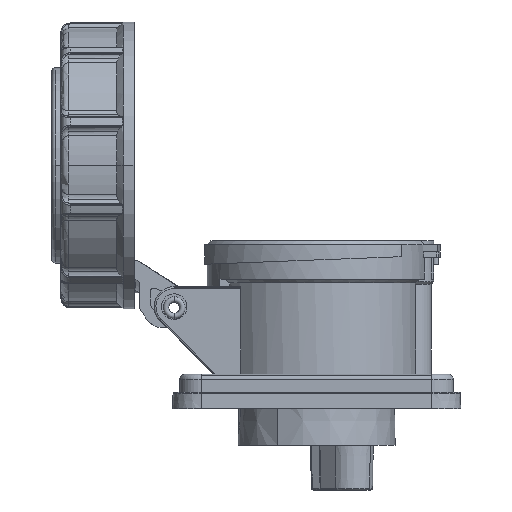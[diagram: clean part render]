
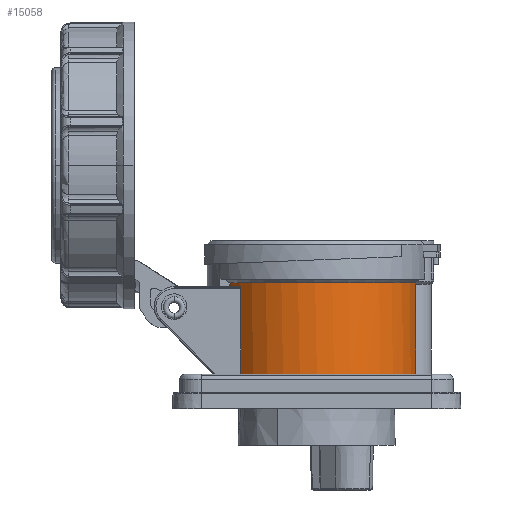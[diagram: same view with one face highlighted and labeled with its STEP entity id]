
A CAD part, left-side view. The second image highlights one B-rep face of the part: STEP entity #15058.
In plain terms, the highlighted cylindrical face has radius 27.65 mm (diameter 55.3 mm), a partial arc.
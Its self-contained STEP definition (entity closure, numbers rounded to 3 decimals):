
#1029 = CARTESIAN_POINT ( 'NONE',  ( -18.142, 20.866, 3.694 ) ) ;
#1099 = DIRECTION ( 'NONE',  ( 0., 0., 1. ) ) ;
#1330 = CARTESIAN_POINT ( 'NONE',  ( -17.966, 21.017, 3.833 ) ) ;
#1617 = EDGE_CURVE ( 'NONE', #4518, #7165, #12321, .T. ) ;
#1687 = DIRECTION ( 'NONE',  ( 0., 0., 1. ) ) ;
#1719 = CARTESIAN_POINT ( 'NONE',  ( -14., 23.844, -8.021 ) ) ;
#2311 = VECTOR ( 'NONE', #24663, 1000. ) ;
#2572 = VERTEX_POINT ( 'NONE', #20606 ) ;
#2713 = ORIENTED_EDGE ( 'NONE', *, *, #12622, .T. ) ;
#2931 = CIRCLE ( 'NONE', #3826, 27.65 ) ;
#2985 = CARTESIAN_POINT ( 'NONE',  ( -5.595, -27.078, 4.482 ) ) ;
#3125 = CARTESIAN_POINT ( 'NONE',  ( -17.952, 21.03, 3.84 ) ) ;
#3244 = CARTESIAN_POINT ( 'NONE',  ( -18.108, 20.895, 3.731 ) ) ;
#3259 = ORIENTED_EDGE ( 'NONE', *, *, #1617, .F. ) ;
#3274 = CARTESIAN_POINT ( 'NONE',  ( -17.941, 21.039, 3.844 ) ) ;
#3675 = LINE ( 'NONE', #1719, #7122 ) ;
#3826 = AXIS2_PLACEMENT_3D ( 'NONE', #10068, #1687, #7362 ) ;
#3966 = CARTESIAN_POINT ( 'NONE',  ( -5.88, -27.018, 4.743 ) ) ;
#4518 = VERTEX_POINT ( 'NONE', #15971 ) ;
#4527 = AXIS2_PLACEMENT_3D ( 'NONE', #23139, #8601, #12704 ) ;
#4940 = CARTESIAN_POINT ( 'NONE',  ( -18.083, 20.918, 3.757 ) ) ;
#5077 = CARTESIAN_POINT ( 'NONE',  ( -17.938, 21.042, 3.846 ) ) ;
#5338 = CARTESIAN_POINT ( 'NONE',  ( -18.002, 20.987, 3.815 ) ) ;
#5476 = DIRECTION ( 'NONE',  ( 0., 0., -1. ) ) ;
#5485 = CARTESIAN_POINT ( 'NONE',  ( -5.595, -27.078, -8.021 ) ) ;
#5582 = CARTESIAN_POINT ( 'NONE',  ( -18.25, 20.772, 3.416 ) ) ;
#5624 = CARTESIAN_POINT ( 'NONE',  ( -5.735, -27.049, 4.609 ) ) ;
#5757 = CARTESIAN_POINT ( 'NONE',  ( -6.032, -26.984, 4.882 ) ) ;
#6021 = EDGE_CURVE ( 'NONE', #2572, #23404, #2931, .T. ) ;
#6977 = VECTOR ( 'NONE', #20074, 1000. ) ;
#7117 = EDGE_CURVE ( 'NONE', #13184, #26380, #20139, .T. ) ;
#7122 = VECTOR ( 'NONE', #5476, 1000. ) ;
#7165 = VERTEX_POINT ( 'NONE', #2985 ) ;
#7362 = DIRECTION ( 'NONE',  ( -0.202, 0.979, 0. ) ) ;
#7894 = CARTESIAN_POINT ( 'NONE',  ( -18.222, 20.796, 3.548 ) ) ;
#8253 = ORIENTED_EDGE ( 'NONE', *, *, #6021, .T. ) ;
#8339 = DIRECTION ( 'NONE',  ( 0., 1., 0. ) ) ;
#8533 = CARTESIAN_POINT ( 'NONE',  ( -18.104, 20.899, 3.736 ) ) ;
#8601 = DIRECTION ( 'NONE',  ( 0., 0., 1. ) ) ;
#8902 = VERTEX_POINT ( 'NONE', #10464 ) ;
#8974 = EDGE_CURVE ( 'NONE', #9479, #4518, #17176, .T. ) ;
#9372 = EDGE_CURVE ( 'NONE', #7165, #23404, #18338, .T. ) ;
#9410 = CARTESIAN_POINT ( 'NONE',  ( -14., 23.844, 3.882 ) ) ;
#9420 = CARTESIAN_POINT ( 'NONE',  ( -18.126, 20.88, 3.712 ) ) ;
#9479 = VERTEX_POINT ( 'NONE', #10806 ) ;
#9550 = CARTESIAN_POINT ( 'NONE',  ( -5.595, -27.078, -20.118 ) ) ;
#9678 = CARTESIAN_POINT ( 'NONE',  ( -18.236, 20.784, 3.499 ) ) ;
#9715 = B_SPLINE_CURVE_WITH_KNOTS ( 'NONE', 3,
 ( #26283, #5582, #26675, #9678, #24628, #7894, #19828, #24085, #14200, #16240, #13664, #1029, #9420, #22029, #3244, #11618 ),
 .UNSPECIFIED., .F., .F.,
 ( 4, 2, 1, 2, 2, 2, 1, 2, 4 ),
 ( 0., 0.115, 0.173, 0.202, 0.231, 0.346, 0.404, 0.433, 0.462 ),
 .UNSPECIFIED. ) ;
#9720 = CYLINDRICAL_SURFACE ( 'NONE', #23629, 27.65 ) ;
#10068 = CARTESIAN_POINT ( 'NONE',  ( 0., 0., -20.118 ) ) ;
#10464 = CARTESIAN_POINT ( 'NONE',  ( -18.25, 20.772, 3.382 ) ) ;
#10806 = CARTESIAN_POINT ( 'NONE',  ( -14., 23.844, 4.882 ) ) ;
#11366 = CARTESIAN_POINT ( 'NONE',  ( -17.979, 21.007, 3.827 ) ) ;
#11618 = CARTESIAN_POINT ( 'NONE',  ( -18.104, 20.899, 3.736 ) ) ;
#12055 = CARTESIAN_POINT ( 'NONE',  ( -5.595, -27.078, 4.482 ) ) ;
#12321 = B_SPLINE_CURVE_WITH_KNOTS ( 'NONE', 3,
 ( #5757, #22888, #3966, #5624, #16026, #12055 ),
 .UNSPECIFIED., .F., .F.,
 ( 4, 2, 4 ),
 ( 1.405, 1.69, 1.951 ),
 .UNSPECIFIED. ) ;
#12622 = EDGE_CURVE ( 'NONE', #8902, #2572, #18033, .T. ) ;
#12704 = DIRECTION ( 'NONE',  ( 0., 1., 0. ) ) ;
#13184 = VERTEX_POINT ( 'NONE', #8533 ) ;
#13334 = CARTESIAN_POINT ( 'NONE',  ( 0., 0., 4.882 ) ) ;
#13664 = CARTESIAN_POINT ( 'NONE',  ( -18.156, 20.854, 3.674 ) ) ;
#13864 = ORIENTED_EDGE ( 'NONE', *, *, #19329, .T. ) ;
#13979 = VERTEX_POINT ( 'NONE', #9410 ) ;
#14200 = CARTESIAN_POINT ( 'NONE',  ( -18.197, 20.818, 3.608 ) ) ;
#14314 = CARTESIAN_POINT ( 'NONE',  ( -17.75, 21.2, 3.882 ) ) ;
#14514 = ORIENTED_EDGE ( 'NONE', *, *, #9372, .F. ) ;
#15058 = ADVANCED_FACE ( 'NONE', ( #26458 ), #9720, .T. ) ;
#15171 = DIRECTION ( 'NONE',  ( 0., 0., 1. ) ) ;
#15342 = CARTESIAN_POINT ( 'NONE',  ( -18.104, 20.899, 3.736 ) ) ;
#15971 = CARTESIAN_POINT ( 'NONE',  ( -6.032, -26.984, 4.882 ) ) ;
#16026 = CARTESIAN_POINT ( 'NONE',  ( -5.665, -27.064, 4.546 ) ) ;
#16092 = CARTESIAN_POINT ( 'NONE',  ( -18.25, 20.772, -8.021 ) ) ;
#16240 = CARTESIAN_POINT ( 'NONE',  ( -18.183, 20.831, 3.635 ) ) ;
#17176 = CIRCLE ( 'NONE', #26800, 27.65 ) ;
#17416 = ORIENTED_EDGE ( 'NONE', *, *, #8974, .F. ) ;
#17528 = CARTESIAN_POINT ( 'NONE',  ( -18.017, 20.974, 3.806 ) ) ;
#17947 = CARTESIAN_POINT ( 'NONE',  ( -17.75, 21.2, 3.882 ) ) ;
#18033 = LINE ( 'NONE', #16092, #6977 ) ;
#18338 = LINE ( 'NONE', #5485, #2311 ) ;
#19329 = EDGE_CURVE ( 'NONE', #13979, #26380, #25111, .T. ) ;
#19535 = EDGE_CURVE ( 'NONE', #8902, #13184, #9715, .T. ) ;
#19828 = CARTESIAN_POINT ( 'NONE',  ( -18.216, 20.802, 3.565 ) ) ;
#19992 = CARTESIAN_POINT ( 'NONE',  ( -17.945, 21.035, 3.843 ) ) ;
#20074 = DIRECTION ( 'NONE',  ( 0., 0., -1. ) ) ;
#20086 = ORIENTED_EDGE ( 'NONE', *, *, #21074, .T. ) ;
#20139 = B_SPLINE_CURVE_WITH_KNOTS ( 'NONE', 3,
 ( #15342, #4940, #23848, #17528, #5338, #11366, #1330, #3125, #19992, #3274, #5077, #26314, #22057, #17947 ),
 .UNSPECIFIED., .F., .F.,
 ( 4, 2, 2, 1, 1, 2, 2, 4 ),
 ( 0.462, 0.596, 0.664, 0.697, 0.714, 0.723, 0.731, 1. ),
 .UNSPECIFIED. ) ;
#20606 = CARTESIAN_POINT ( 'NONE',  ( -18.25, 20.772, -20.118 ) ) ;
#21074 = EDGE_CURVE ( 'NONE', #9479, #13979, #3675, .T. ) ;
#21417 = DIRECTION ( 'NONE',  ( 0., 1., 0. ) ) ;
#22029 = CARTESIAN_POINT ( 'NONE',  ( -18.115, 20.889, 3.724 ) ) ;
#22057 = CARTESIAN_POINT ( 'NONE',  ( -17.842, 21.123, 3.882 ) ) ;
#22359 = ORIENTED_EDGE ( 'NONE', *, *, #19535, .F. ) ;
#22888 = CARTESIAN_POINT ( 'NONE',  ( -5.956, -27.001, 4.813 ) ) ;
#23139 = CARTESIAN_POINT ( 'NONE',  ( 0., 0., 3.882 ) ) ;
#23404 = VERTEX_POINT ( 'NONE', #9550 ) ;
#23629 = AXIS2_PLACEMENT_3D ( 'NONE', #25605, #15171, #8339 ) ;
#23829 = ORIENTED_EDGE ( 'NONE', *, *, #7117, .F. ) ;
#23848 = CARTESIAN_POINT ( 'NONE',  ( -18.058, 20.939, 3.777 ) ) ;
#24085 = CARTESIAN_POINT ( 'NONE',  ( -18.212, 20.805, 3.574 ) ) ;
#24628 = CARTESIAN_POINT ( 'NONE',  ( -18.23, 20.789, 3.524 ) ) ;
#24663 = DIRECTION ( 'NONE',  ( 0., 0., -1. ) ) ;
#25111 = CIRCLE ( 'NONE', #4527, 27.65 ) ;
#25596 = EDGE_LOOP ( 'NONE', ( #20086, #13864, #23829, #22359, #2713, #8253, #14514, #3259, #17416 ) ) ;
#25605 = CARTESIAN_POINT ( 'NONE',  ( 0., 0., -8.021 ) ) ;
#26283 = CARTESIAN_POINT ( 'NONE',  ( -18.25, 20.772, 3.382 ) ) ;
#26314 = CARTESIAN_POINT ( 'NONE',  ( -17.904, 21.071, 3.859 ) ) ;
#26380 = VERTEX_POINT ( 'NONE', #14314 ) ;
#26458 = FACE_OUTER_BOUND ( 'NONE', #25596, .T. ) ;
#26675 = CARTESIAN_POINT ( 'NONE',  ( -18.247, 20.775, 3.449 ) ) ;
#26800 = AXIS2_PLACEMENT_3D ( 'NONE', #13334, #1099, #21417 ) ;
